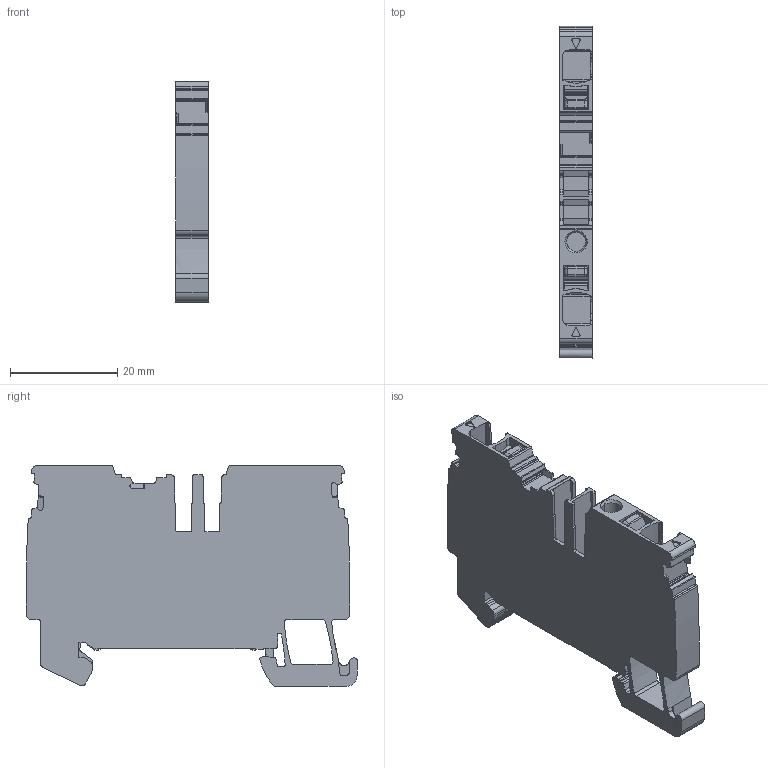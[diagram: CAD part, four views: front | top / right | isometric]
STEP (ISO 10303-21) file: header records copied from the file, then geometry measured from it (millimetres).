
FILE_DESCRIPTION(('CATIA V5 STEP Exchange','CAx-IF Rec.Pracs.--- Model Styling and Organization---1.5--- 2016-08-15','CAx-IF Rec.Pracs.---Supplemental Geometry---1.0---2011-11-01','CAx-IF Rec.Pracs.--- Composite Materials ---1.1---2010-07-15'),'2;1');
FILE_NAME ('1442562-5_1', '2025-09-19T13:05:08+00:00', ('none'), ('Weidmueller'), 'CATIA Version 5-6 Release 2024 SP4', 'CATIA V5 STEP AP214 v3', 'none');
FILE_SCHEMA(('AUTOMOTIVE_DESIGN { 1 0 10303 214 1 1 1 1 }'));
Length unit declared in the file: millimetre
Products named in the file (1): 2874880000
Bounding box: 6.1 x 61.78 x 41.1 mm (x, y, z)
Volume: 10727.2 mm3; surface area: 6895.5 mm2
Topology: 1 solids, 1 shells, 574 faces, 1614 edges, 1046 vertices
Faces by surface type: cylinder 280, plane 249, bspline 24, torus 14, sphere 3, extrusion 2, cone 2
Entity records: 19099 total; most frequent: CARTESIAN_POINT 4971, ORIENTED_EDGE 3224, DIRECTION 2340, EDGE_CURVE 1612, VERTEX_POINT 1046, VECTOR 991, LINE 989, AXIS2_PLACEMENT_3D 910
